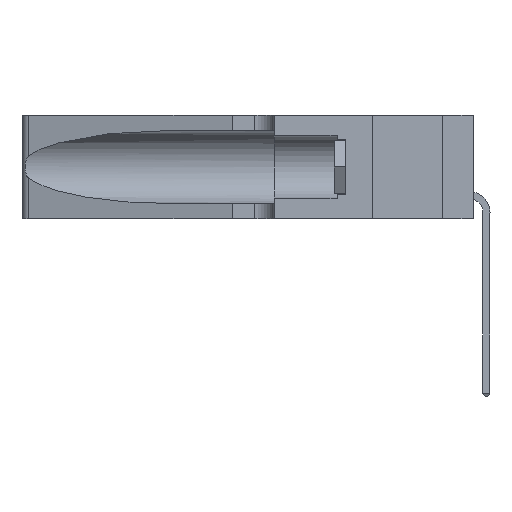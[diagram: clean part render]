
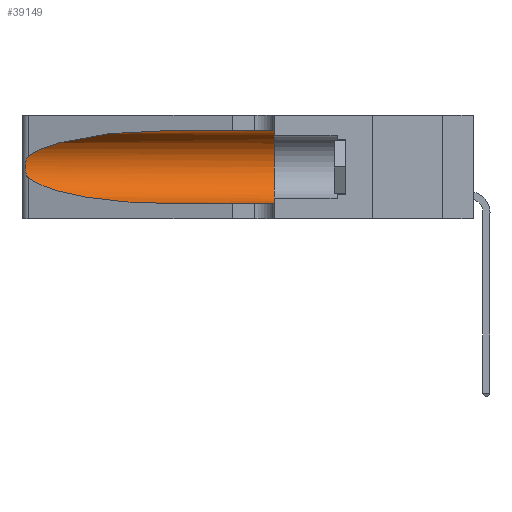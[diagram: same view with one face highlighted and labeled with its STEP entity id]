
A CAD part, left-side view. The second image highlights one B-rep face of the part: STEP entity #39149.
In plain terms, the highlighted cylindrical face has radius 3.308 mm (diameter 6.617 mm), a partial arc.
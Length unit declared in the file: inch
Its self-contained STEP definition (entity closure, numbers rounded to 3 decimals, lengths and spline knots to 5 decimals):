
#96 = CARTESIAN_POINT ( 'NONE',  ( 0.25639, 1.23186, 0.15144 ) ) ;
#1145 = CIRCLE ( 'NONE', #3169, 0.13025 ) ;
#1597 = CARTESIAN_POINT ( 'NONE',  ( 0.25487, 1.22718, 0.22369 ) ) ;
#2113 = CARTESIAN_POINT ( 'NONE',  ( 0.2373, 1.15595, 0.08982 ) ) ;
#2565 = VERTEX_POINT ( 'NONE', #8590 ) ;
#3169 = AXIS2_PLACEMENT_3D ( 'NONE', #13215, #3392, #38587 ) ;
#3174 = CARTESIAN_POINT ( 'NONE',  ( 0.25487, 1.22718, 0.14631 ) ) ;
#3293 = ORIENTED_EDGE ( 'NONE', *, *, #35678, .T. ) ;
#3299 = CARTESIAN_POINT ( 'NONE',  ( 0.26018, 1.23835, 0.19895 ) ) ;
#3392 = DIRECTION ( 'NONE',  ( 0., 1., 0. ) ) ;
#4432 = EDGE_CURVE ( 'NONE', #26759, #18743, #11216, .T. ) ;
#4528 = CARTESIAN_POINT ( 'NONE',  ( 0.18966, 0.96281, 0.31525 ) ) ;
#5064 = CARTESIAN_POINT ( 'NONE',  ( 0.25487, 1.22718, 0.14631 ) ) ;
#5362 = CARTESIAN_POINT ( 'NONE',  ( 0.18966, 0.96281, 0.05475 ) ) ;
#6171 = CARTESIAN_POINT ( 'NONE',  ( 0.26075, 1.23896, 0.178 ) ) ;
#6696 = CARTESIAN_POINT ( 'NONE',  ( 0.25854, 1.2359, 0.20912 ) ) ;
#7372 = EDGE_CURVE ( 'NONE', #26843, #28919, #22664, .T. ) ;
#7787 = CARTESIAN_POINT ( 'NONE',  ( 0.2373, 1.15595, 0.28018 ) ) ;
#8385 = LINE ( 'NONE', #22620, #35294 ) ;
#8590 = CARTESIAN_POINT ( 'NONE',  ( 0.25487, 1.22718, 0.14631 ) ) ;
#8770 = CARTESIAN_POINT ( 'NONE',  ( 0.1305, 1.61858, 0.185 ) ) ;
#8938 = EDGE_CURVE ( 'NONE', #26759, #35898, #8385, .T. ) ;
#9262 = CARTESIAN_POINT ( 'NONE',  ( 0.26075, 1.23896, 0.19203 ) ) ;
#9406 = CARTESIAN_POINT ( 'NONE',  ( 0.26017, 1.23833, 0.17102 ) ) ;
#11216 =( BOUNDED_CURVE ( )  B_SPLINE_CURVE ( 3, ( #20807, #4528, #7787, #1597 ),
 .UNSPECIFIED., .F., .F. ) 
 B_SPLINE_CURVE_WITH_KNOTS ( ( 4, 4 ),
 ( 1.5708, 2.84003 ),
 .UNSPECIFIED. ) 
 CURVE ( )  GEOMETRIC_REPRESENTATION_ITEM ( )  RATIONAL_B_SPLINE_CURVE ( ( 1., 0.87, 0.87, 1. ) ) 
 REPRESENTATION_ITEM ( '' )  );
#12563 = DIRECTION ( 'NONE',  ( 0., -1., 0. ) ) ;
#13004 = CARTESIAN_POINT ( 'NONE',  ( 0.25555, 1.22993, 0.14849 ) ) ;
#13215 = CARTESIAN_POINT ( 'NONE',  ( 0.1305, 0.35, 0.185 ) ) ;
#15756 = AXIS2_PLACEMENT_3D ( 'NONE', #8770, #34397, #24936 ) ;
#15817 = CARTESIAN_POINT ( 'NONE',  ( 0.25555, 1.22994, 0.2215 ) ) ;
#16780 = EDGE_LOOP ( 'NONE', ( #20930, #32639, #3293, #19989, #34682, #24335 ) ) ;
#17589 = EDGE_CURVE ( 'NONE', #35898, #28919, #1145, .T. ) ;
#18689 = FACE_OUTER_BOUND ( 'NONE', #16780, .T. ) ;
#18743 = VERTEX_POINT ( 'NONE', #33033 ) ;
#18915 = DIRECTION ( 'NONE',  ( 0., -1., 0. ) ) ;
#19318 = CARTESIAN_POINT ( 'NONE',  ( 0.25487, 1.22718, 0.22369 ) ) ;
#19416 = CARTESIAN_POINT ( 'NONE',  ( 0.1305, 0.35, 0.05475 ) ) ;
#19453 = B_SPLINE_CURVE_WITH_KNOTS ( 'NONE', 3,
 ( #19318, #15817, #25278, #31559, #6696, #3299, #9262, #6171, #9406, #35142, #28782, #96, #13004, #3174 ),
 .UNSPECIFIED., .F., .F.,
 ( 4, 2, 2, 2, 2, 2, 4 ),
 ( 0., 0.00027, 0.00053, 0.00107, 0.0016, 0.00187, 0.00214 ),
 .UNSPECIFIED. ) ;
#19989 = ORIENTED_EDGE ( 'NONE', *, *, #7372, .T. ) ;
#20807 = CARTESIAN_POINT ( 'NONE',  ( 0.1305, 0.72297, 0.31525 ) ) ;
#20930 = ORIENTED_EDGE ( 'NONE', *, *, #4432, .T. ) ;
#22620 = CARTESIAN_POINT ( 'NONE',  ( 0.1305, 1.61858, 0.31525 ) ) ;
#22664 = LINE ( 'NONE', #37526, #36057 ) ;
#24335 = ORIENTED_EDGE ( 'NONE', *, *, #8938, .F. ) ;
#24362 = CARTESIAN_POINT ( 'NONE',  ( 0.1305, 0.72297, 0.05475 ) ) ;
#24936 = DIRECTION ( 'NONE',  ( 0., 0., -1. ) ) ;
#25278 = CARTESIAN_POINT ( 'NONE',  ( 0.25639, 1.23184, 0.21858 ) ) ;
#25482 = CARTESIAN_POINT ( 'NONE',  ( 0.1305, 0.35, 0.31525 ) ) ;
#26759 = VERTEX_POINT ( 'NONE', #34301 ) ;
#26843 = VERTEX_POINT ( 'NONE', #28371 ) ;
#28371 = CARTESIAN_POINT ( 'NONE',  ( 0.1305, 0.72297, 0.05475 ) ) ;
#28782 = CARTESIAN_POINT ( 'NONE',  ( 0.25789, 1.23486, 0.15765 ) ) ;
#28919 = VERTEX_POINT ( 'NONE', #19416 ) ;
#30578 = CYLINDRICAL_SURFACE ( 'NONE', #15756, 0.13025 ) ;
#31559 = CARTESIAN_POINT ( 'NONE',  ( 0.25787, 1.23484, 0.2124 ) ) ;
#32418 =( BOUNDED_CURVE ( )  B_SPLINE_CURVE ( 3, ( #5064, #2113, #5362, #24362 ),
 .UNSPECIFIED., .F., .F. ) 
 B_SPLINE_CURVE_WITH_KNOTS ( ( 4, 4 ),
 ( 3.44316, 4.71239 ),
 .UNSPECIFIED. ) 
 CURVE ( )  GEOMETRIC_REPRESENTATION_ITEM ( )  RATIONAL_B_SPLINE_CURVE ( ( 1., 0.87, 0.87, 1. ) ) 
 REPRESENTATION_ITEM ( '' )  );
#32639 = ORIENTED_EDGE ( 'NONE', *, *, #32772, .T. ) ;
#32772 = EDGE_CURVE ( 'NONE', #18743, #2565, #19453, .T. ) ;
#33033 = CARTESIAN_POINT ( 'NONE',  ( 0.25487, 1.22718, 0.22369 ) ) ;
#34301 = CARTESIAN_POINT ( 'NONE',  ( 0.1305, 0.72297, 0.31525 ) ) ;
#34397 = DIRECTION ( 'NONE',  ( 0., -1., 0. ) ) ;
#34682 = ORIENTED_EDGE ( 'NONE', *, *, #17589, .F. ) ;
#35142 = CARTESIAN_POINT ( 'NONE',  ( 0.25856, 1.23593, 0.16098 ) ) ;
#35294 = VECTOR ( 'NONE', #12563, 39.37008 ) ;
#35678 = EDGE_CURVE ( 'NONE', #2565, #26843, #32418, .T. ) ;
#35898 = VERTEX_POINT ( 'NONE', #25482 ) ;
#36057 = VECTOR ( 'NONE', #18915, 39.37008 ) ;
#37526 = CARTESIAN_POINT ( 'NONE',  ( 0.1305, 1.61858, 0.05475 ) ) ;
#38587 = DIRECTION ( 'NONE',  ( 0., 0., 1. ) ) ;
#39149 = ADVANCED_FACE ( 'NONE', ( #18689 ), #30578, .F. ) ;
